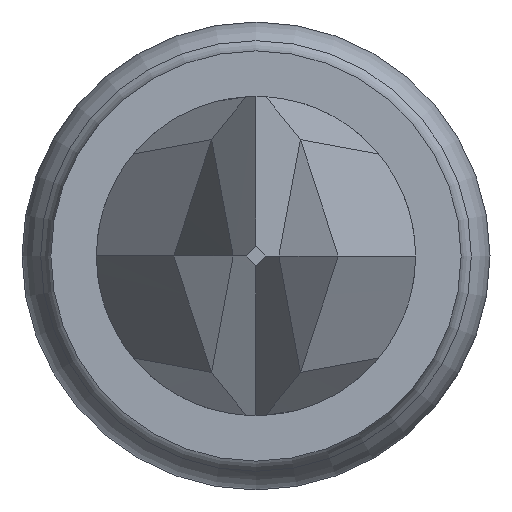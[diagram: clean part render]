
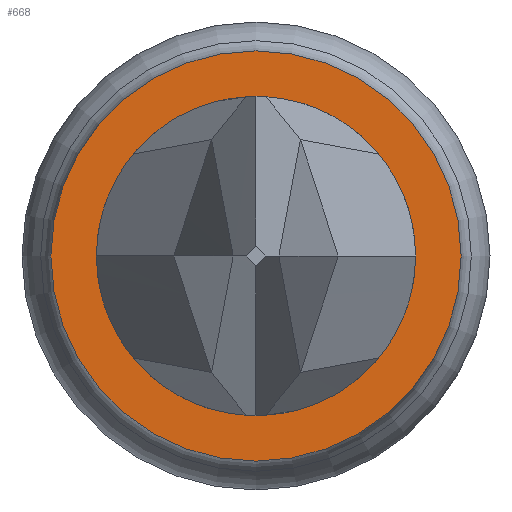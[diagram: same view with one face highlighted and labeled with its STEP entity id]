
A CAD part, left-side view. The second image highlights one B-rep face of the part: STEP entity #668.
In plain terms, the highlighted planar face has unit normal (-1, 0, 0).
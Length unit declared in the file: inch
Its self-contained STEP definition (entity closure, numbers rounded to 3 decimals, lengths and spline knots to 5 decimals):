
#122 = CARTESIAN_POINT ( 'NONE',  ( 0., -0.0105, 0. ) ) ;
#143 = ORIENTED_EDGE ( 'NONE', *, *, #807, .T. ) ;
#167 = PLANE ( 'NONE',  #185 ) ;
#185 = AXIS2_PLACEMENT_3D ( 'NONE', #281, #1362, #378 ) ;
#281 = CARTESIAN_POINT ( 'NONE',  ( 0., -0.0129, 0. ) ) ;
#287 = CIRCLE ( 'NONE', #1234, 0.0135 ) ;
#311 = VERTEX_POINT ( 'NONE', #122 ) ;
#338 = DIRECTION ( 'NONE',  ( 1., 0., 0. ) ) ;
#342 = CARTESIAN_POINT ( 'NONE',  ( 0., 0., -0.0135 ) ) ;
#378 = DIRECTION ( 'NONE',  ( 0., 0., -1. ) ) ;
#462 = CIRCLE ( 'NONE', #631, 0.0105 ) ;
#493 = FACE_OUTER_BOUND ( 'NONE', #1051, .T. ) ;
#541 = CARTESIAN_POINT ( 'NONE',  ( 0., 0., 0. ) ) ;
#631 = AXIS2_PLACEMENT_3D ( 'NONE', #541, #338, #884 ) ;
#668 = ADVANCED_FACE ( 'NONE', ( #690, #493 ), #167, .T. ) ;
#690 = FACE_BOUND ( 'NONE', #1306, .T. ) ;
#752 = DIRECTION ( 'NONE',  ( -1., 0., 0. ) ) ;
#807 = EDGE_CURVE ( 'NONE', #1414, #1414, #287, .T. ) ;
#815 = EDGE_CURVE ( 'NONE', #311, #311, #462, .T. ) ;
#884 = DIRECTION ( 'NONE',  ( 0., -1., 0. ) ) ;
#959 = DIRECTION ( 'NONE',  ( 0., 0., -1. ) ) ;
#1051 = EDGE_LOOP ( 'NONE', ( #143 ) ) ;
#1234 = AXIS2_PLACEMENT_3D ( 'NONE', #1290, #752, #959 ) ;
#1276 = ORIENTED_EDGE ( 'NONE', *, *, #815, .T. ) ;
#1290 = CARTESIAN_POINT ( 'NONE',  ( 0., 0., 0. ) ) ;
#1306 = EDGE_LOOP ( 'NONE', ( #1276 ) ) ;
#1362 = DIRECTION ( 'NONE',  ( -1., 0., 0. ) ) ;
#1414 = VERTEX_POINT ( 'NONE', #342 ) ;
